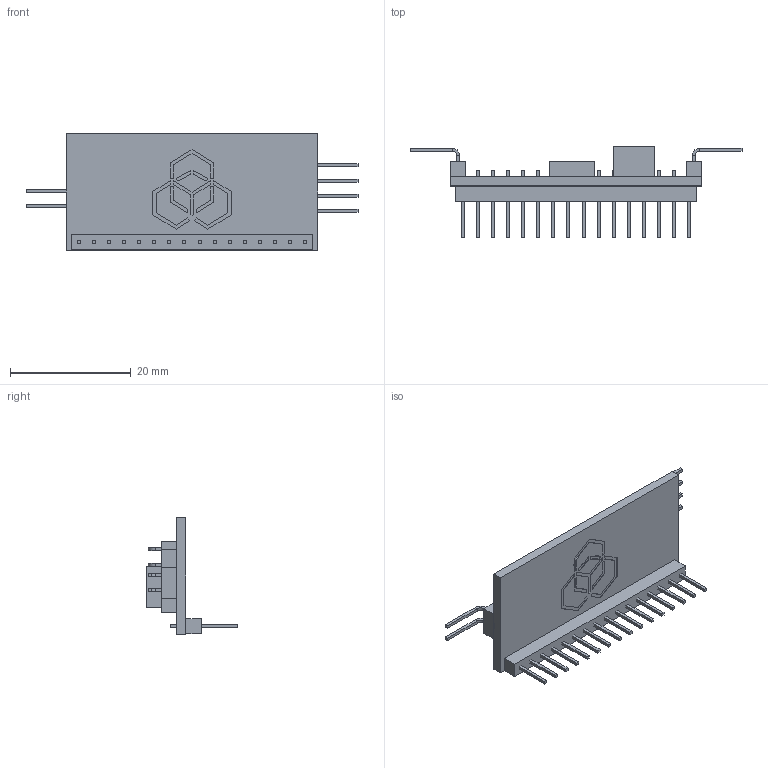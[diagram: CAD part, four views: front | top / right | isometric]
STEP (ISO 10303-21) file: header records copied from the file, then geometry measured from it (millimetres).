
FILE_DESCRIPTION (( 'STEP AP214' ), '1' );
FILE_NAME ('íåèçâåñòíûé êîìïîíåíò.STEP', '2015-11-28T20:39:54', ( '' ), ( '' ), 'SwSTEP 2.0', 'SolidWorks 2015', '' );
FILE_SCHEMA (( 'AUTOMOTIVE_DESIGN' ));
Length unit declared in the file: millimetre
Products named in the file (1): íåèçâåñòíûé êîìïîíåíò
Bounding box: 55.05 x 15 x 19.3 mm (x, y, z)
Volume: 2032.4 mm3; surface area: 3344.1 mm2
Topology: 22 solids, 22 shells, 280 faces, 618 edges, 396 vertices
Faces by surface type: plane 268, cylinder 12
Entity records: 8121 total; most frequent: CARTESIAN_POINT 1295, ORIENTED_EDGE 1236, DIRECTION 1204, EDGE_CURVE 618, VECTOR 594, LINE 594, VERTEX_POINT 396, AXIS2_PLACEMENT_3D 305
